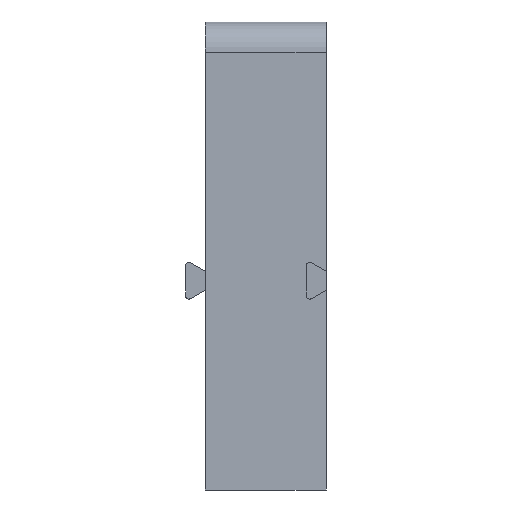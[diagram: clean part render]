
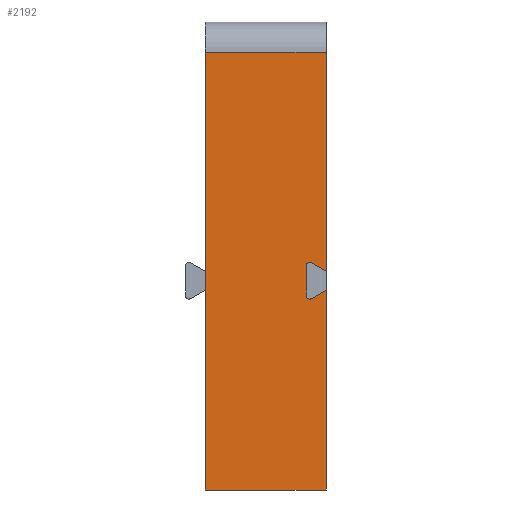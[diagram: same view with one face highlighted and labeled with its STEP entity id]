
A CAD part, front view. The second image highlights one B-rep face of the part: STEP entity #2192.
In plain terms, the highlighted planar face has unit normal (0, -1, 0).
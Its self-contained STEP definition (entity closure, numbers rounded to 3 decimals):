
#2145=AXIS2_PLACEMENT_3D('Plane Axis2P3D',#2142,#2143,#2144) ;
#2156=AXIS2_PLACEMENT_3D('Circle Axis2P3D',#2154,#2155,$) ;
#2170=AXIS2_PLACEMENT_3D('Circle Axis2P3D',#2168,#2169,$) ;
#239=CARTESIAN_POINT('Line Origine',(0.65,0.,7.25)) ;
#243=CARTESIAN_POINT('Vertex',(0.65,0.,0.)) ;
#245=CARTESIAN_POINT('Vertex',(0.65,0.,14.5)) ;
#483=CARTESIAN_POINT('Vertex',(4.65,0.,0.)) ;
#486=CARTESIAN_POINT('Line Origine',(2.65,0.,0.)) ;
#1102=CARTESIAN_POINT('Vertex',(4.65,0.,14.5)) ;
#1105=CARTESIAN_POINT('Line Origine',(2.65,0.,14.5)) ;
#2043=CARTESIAN_POINT('Vertex',(4.65,0.,7.24)) ;
#2059=CARTESIAN_POINT('Vertex',(4.65,0.,6.62)) ;
#2062=CARTESIAN_POINT('Line Origine',(4.65,0.,3.31)) ;
#2067=CARTESIAN_POINT('Line Origine',(4.65,0.,10.87)) ;
#2142=CARTESIAN_POINT('Axis2P3D Location',(0.,0.,14.5)) ;
#2147=CARTESIAN_POINT('Line Origine',(4.4,0.,6.477)) ;
#2151=CARTESIAN_POINT('Vertex',(4.149,0.,6.335)) ;
#2154=CARTESIAN_POINT('Axis2P3D Location',(4.1,0.,6.422)) ;
#2158=CARTESIAN_POINT('Vertex',(4.,0.,6.422)) ;
#2161=CARTESIAN_POINT('Line Origine',(4.,0.,6.93)) ;
#2165=CARTESIAN_POINT('Vertex',(4.,0.,7.438)) ;
#2168=CARTESIAN_POINT('Axis2P3D Location',(4.1,0.,7.438)) ;
#2172=CARTESIAN_POINT('Vertex',(4.15,0.,7.525)) ;
#2175=CARTESIAN_POINT('Line Origine',(4.4,0.,7.383)) ;
#240=DIRECTION('Vector Direction',(0.,0.,-1.)) ;
#487=DIRECTION('Vector Direction',(1.,0.,0.)) ;
#1106=DIRECTION('Vector Direction',(-1.,0.,0.)) ;
#2063=DIRECTION('Vector Direction',(0.,0.,-1.)) ;
#2068=DIRECTION('Vector Direction',(0.,0.,-1.)) ;
#2143=DIRECTION('Axis2P3D Direction',(0.,-1.,0.)) ;
#2144=DIRECTION('Axis2P3D XDirection',(0.,0.,-1.)) ;
#2148=DIRECTION('Vector Direction',(0.869,0.,0.495)) ;
#2155=DIRECTION('Axis2P3D Direction',(0.,-1.,0.)) ;
#2162=DIRECTION('Vector Direction',(0.,0.,-1.)) ;
#2169=DIRECTION('Axis2P3D Direction',(0.,-1.,0.)) ;
#2176=DIRECTION('Vector Direction',(-0.869,0.,0.495)) ;
#241=VECTOR('Line Direction',#240,1.) ;
#488=VECTOR('Line Direction',#487,1.) ;
#1107=VECTOR('Line Direction',#1106,1.) ;
#2064=VECTOR('Line Direction',#2063,1.) ;
#2069=VECTOR('Line Direction',#2068,1.) ;
#2149=VECTOR('Line Direction',#2148,1.) ;
#2163=VECTOR('Line Direction',#2162,1.) ;
#2177=VECTOR('Line Direction',#2176,1.) ;
#2181=ORIENTED_EDGE('',*,*,#2071,.T.) ;
#2182=ORIENTED_EDGE('',*,*,#1109,.F.) ;
#2183=ORIENTED_EDGE('',*,*,#247,.F.) ;
#2184=ORIENTED_EDGE('',*,*,#490,.T.) ;
#2185=ORIENTED_EDGE('',*,*,#2066,.T.) ;
#2186=ORIENTED_EDGE('',*,*,#2153,.T.) ;
#2187=ORIENTED_EDGE('',*,*,#2160,.T.) ;
#2188=ORIENTED_EDGE('',*,*,#2167,.T.) ;
#2189=ORIENTED_EDGE('',*,*,#2174,.T.) ;
#2190=ORIENTED_EDGE('',*,*,#2179,.T.) ;
#2192=ADVANCED_FACE('Hauptkoerper',(#2191),#2146,.T.) ;
#2157=CIRCLE('generated circle',#2156,0.1) ;
#2171=CIRCLE('generated circle',#2170,0.1) ;
#247=EDGE_CURVE('',#244,#246,#242,.F.) ;
#490=EDGE_CURVE('',#244,#484,#489,.T.) ;
#1109=EDGE_CURVE('',#246,#1103,#1108,.F.) ;
#2066=EDGE_CURVE('',#484,#2060,#2065,.F.) ;
#2071=EDGE_CURVE('',#2044,#1103,#2070,.F.) ;
#2153=EDGE_CURVE('',#2060,#2152,#2150,.F.) ;
#2160=EDGE_CURVE('',#2152,#2159,#2157,.F.) ;
#2167=EDGE_CURVE('',#2159,#2166,#2164,.F.) ;
#2174=EDGE_CURVE('',#2166,#2173,#2171,.F.) ;
#2179=EDGE_CURVE('',#2173,#2044,#2178,.F.) ;
#2180=EDGE_LOOP('',(#2181,#2182,#2183,#2184,#2185,#2186,#2187,#2188,#2189,#2190)) ;
#2191=FACE_OUTER_BOUND('',#2180,.T.) ;
#242=LINE('Line',#239,#241) ;
#489=LINE('Line',#486,#488) ;
#1108=LINE('Line',#1105,#1107) ;
#2065=LINE('Line',#2062,#2064) ;
#2070=LINE('Line',#2067,#2069) ;
#2150=LINE('Line',#2147,#2149) ;
#2164=LINE('Line',#2161,#2163) ;
#2178=LINE('Line',#2175,#2177) ;
#2146=PLANE('',#2145) ;
#244=VERTEX_POINT('',#243) ;
#246=VERTEX_POINT('',#245) ;
#484=VERTEX_POINT('',#483) ;
#1103=VERTEX_POINT('',#1102) ;
#2044=VERTEX_POINT('',#2043) ;
#2060=VERTEX_POINT('',#2059) ;
#2152=VERTEX_POINT('',#2151) ;
#2159=VERTEX_POINT('',#2158) ;
#2166=VERTEX_POINT('',#2165) ;
#2173=VERTEX_POINT('',#2172) ;
